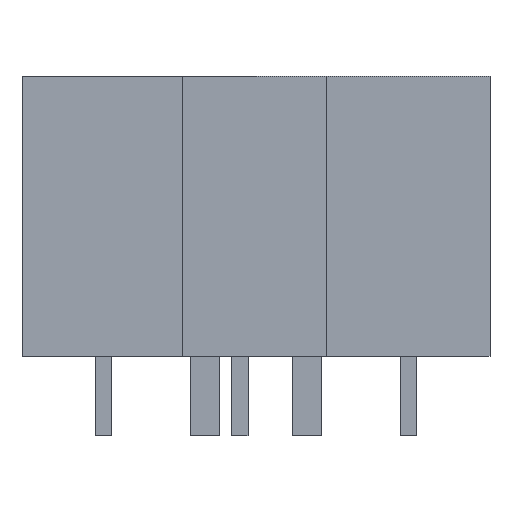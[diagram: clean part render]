
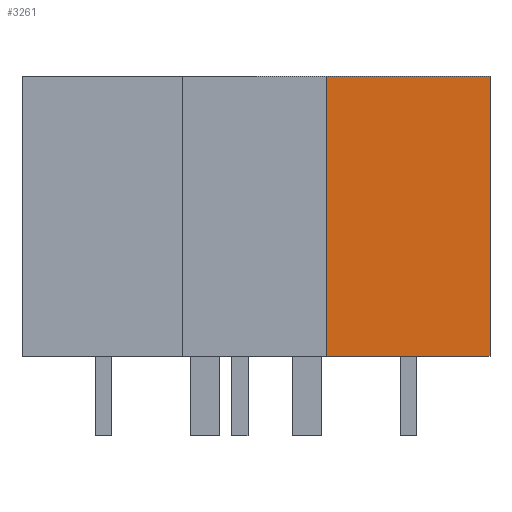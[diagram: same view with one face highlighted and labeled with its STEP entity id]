
A CAD part, left-side view. The second image highlights one B-rep face of the part: STEP entity #3261.
In plain terms, the highlighted planar face has unit normal (-1, 0, 0).
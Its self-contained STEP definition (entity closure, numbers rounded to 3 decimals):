
#42 = LINE ( 'NONE', #1510, #223 ) ;
#113 = LINE ( 'NONE', #694, #3240 ) ;
#136 = VECTOR ( 'NONE', #797, 1000. ) ;
#223 = VECTOR ( 'NONE', #935, 1000. ) ;
#348 = EDGE_LOOP ( 'NONE', ( #2954, #3755, #1175, #3504 ) ) ;
#427 = DIRECTION ( 'NONE',  ( 0., 0., 1. ) ) ;
#437 = EDGE_CURVE ( 'NONE', #2866, #2361, #42, .T. ) ;
#474 = CARTESIAN_POINT ( 'NONE',  ( -5., -11.7, 0. ) ) ;
#483 = CARTESIAN_POINT ( 'NONE',  ( -5., -11.7, 14. ) ) ;
#623 = VERTEX_POINT ( 'NONE', #3497 ) ;
#671 = VERTEX_POINT ( 'NONE', #3161 ) ;
#694 = CARTESIAN_POINT ( 'NONE',  ( -5., -11.7, 0. ) ) ;
#797 = DIRECTION ( 'NONE',  ( 0., -1., 0. ) ) ;
#935 = DIRECTION ( 'NONE',  ( 0., 0., 1. ) ) ;
#1175 = ORIENTED_EDGE ( 'NONE', *, *, #2625, .F. ) ;
#1510 = CARTESIAN_POINT ( 'NONE',  ( -5., -11.7, -34.979 ) ) ;
#1566 = PLANE ( 'NONE',  #1630 ) ;
#1630 = AXIS2_PLACEMENT_3D ( 'NONE', #3591, #2150, #2770 ) ;
#1880 = VECTOR ( 'NONE', #427, 1000. ) ;
#1888 = LINE ( 'NONE', #1964, #1880 ) ;
#1964 = CARTESIAN_POINT ( 'NONE',  ( -5., -3.55, -34.979 ) ) ;
#2114 = FACE_OUTER_BOUND ( 'NONE', #348, .T. ) ;
#2130 = DIRECTION ( 'NONE',  ( 0., 1., 0. ) ) ;
#2150 = DIRECTION ( 'NONE',  ( -1., 0., 0. ) ) ;
#2165 = EDGE_CURVE ( 'NONE', #623, #671, #1888, .T. ) ;
#2361 = VERTEX_POINT ( 'NONE', #2448 ) ;
#2448 = CARTESIAN_POINT ( 'NONE',  ( -5., -11.7, 14. ) ) ;
#2625 = EDGE_CURVE ( 'NONE', #671, #2361, #2880, .T. ) ;
#2770 = DIRECTION ( 'NONE',  ( 0., 0., 1. ) ) ;
#2866 = VERTEX_POINT ( 'NONE', #474 ) ;
#2880 = LINE ( 'NONE', #483, #136 ) ;
#2954 = ORIENTED_EDGE ( 'NONE', *, *, #3669, .F. ) ;
#3161 = CARTESIAN_POINT ( 'NONE',  ( -5., -3.55, 14. ) ) ;
#3240 = VECTOR ( 'NONE', #2130, 1000. ) ;
#3261 = ADVANCED_FACE ( 'NONE', ( #2114 ), #1566, .T. ) ;
#3497 = CARTESIAN_POINT ( 'NONE',  ( -5., -3.55, 0. ) ) ;
#3504 = ORIENTED_EDGE ( 'NONE', *, *, #2165, .F. ) ;
#3591 = CARTESIAN_POINT ( 'NONE',  ( -5., -11.7, -34.979 ) ) ;
#3669 = EDGE_CURVE ( 'NONE', #2866, #623, #113, .T. ) ;
#3755 = ORIENTED_EDGE ( 'NONE', *, *, #437, .T. ) ;
